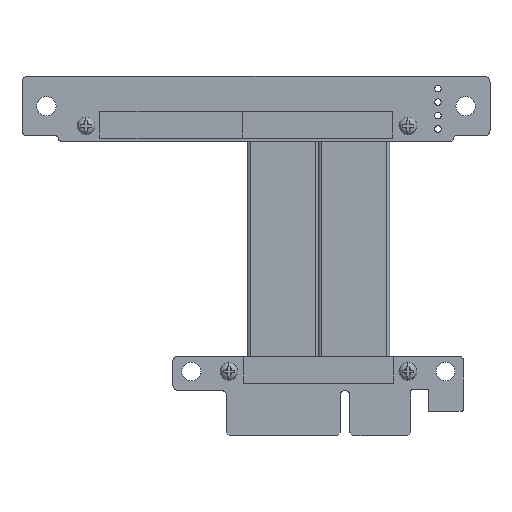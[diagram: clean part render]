
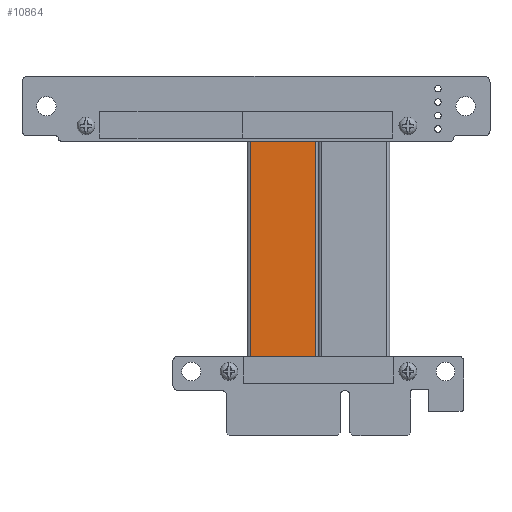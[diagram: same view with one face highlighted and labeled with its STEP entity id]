
A CAD part, top view. The second image highlights one B-rep face of the part: STEP entity #10864.
In plain terms, the highlighted face is planar.
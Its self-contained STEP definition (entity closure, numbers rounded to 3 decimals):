
#10827 = VERTEX_POINT('',#10828);
#10828 = CARTESIAN_POINT('',(12.065,-1.4,-43.));
#10846 = VERTEX_POINT('',#10847);
#10847 = CARTESIAN_POINT('',(12.065,-1.4,0.));
#10854 = EDGE_CURVE('',#10827,#10846,#10855,.T.);
#10855 = LINE('',#10856,#10857);
#10856 = CARTESIAN_POINT('',(12.065,-1.4,-43.));
#10857 = VECTOR('',#10858,1.);
#10858 = DIRECTION('',(0.,0.,1.));
#10864 = ADVANCED_FACE('',(#10865),#10890,.T.);
#10865 = FACE_BOUND('',#10866,.T.);
#10866 = EDGE_LOOP('',(#10867,#10875,#10883,#10889));
#10867 = ORIENTED_EDGE('',*,*,#10868,.F.);
#10868 = EDGE_CURVE('',#10869,#10846,#10871,.T.);
#10869 = VERTEX_POINT('',#10870);
#10870 = CARTESIAN_POINT('',(0.,-1.4,
    0.));
#10871 = LINE('',#10872,#10873);
#10872 = CARTESIAN_POINT('',(6.032,-1.4,0.));
#10873 = VECTOR('',#10874,1.);
#10874 = DIRECTION('',(1.,0.,0.));
#10875 = ORIENTED_EDGE('',*,*,#10876,.F.);
#10876 = EDGE_CURVE('',#10877,#10869,#10879,.T.);
#10877 = VERTEX_POINT('',#10878);
#10878 = CARTESIAN_POINT('',(0.,-1.4,-43.)
  );
#10879 = LINE('',#10880,#10881);
#10880 = CARTESIAN_POINT('',(0.,-1.4,-43.)
  );
#10881 = VECTOR('',#10882,1.);
#10882 = DIRECTION('',(0.,0.,1.));
#10883 = ORIENTED_EDGE('',*,*,#10884,.T.);
#10884 = EDGE_CURVE('',#10877,#10827,#10885,.T.);
#10885 = LINE('',#10886,#10887);
#10886 = CARTESIAN_POINT('',(12.065,-1.4,-43.));
#10887 = VECTOR('',#10888,1.);
#10888 = DIRECTION('',(1.,0.,0.));
#10889 = ORIENTED_EDGE('',*,*,#10854,.T.);
#10890 = PLANE('',#10891);
#10891 = AXIS2_PLACEMENT_3D('',#10892,#10893,#10894);
#10892 = CARTESIAN_POINT('',(6.032,-1.4,-43.));
#10893 = DIRECTION('',(0.,-1.,0.));
#10894 = DIRECTION('',(0.,0.,-1.));
